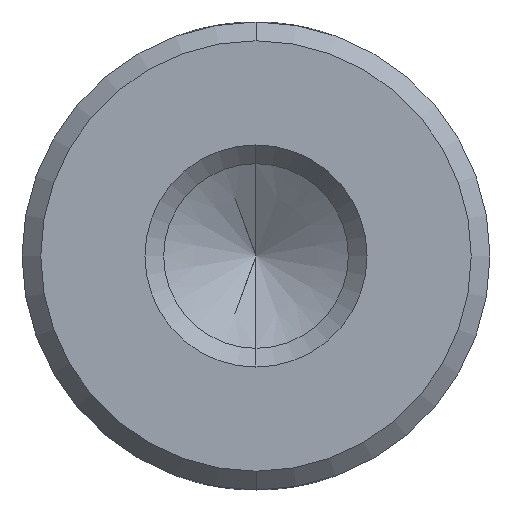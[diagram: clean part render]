
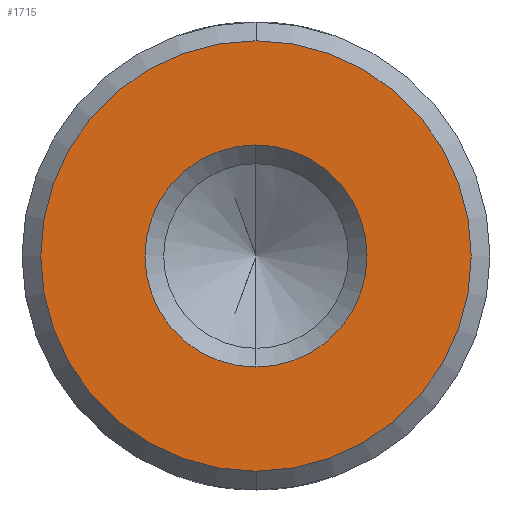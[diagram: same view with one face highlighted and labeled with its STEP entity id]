
A CAD part, front view. The second image highlights one B-rep face of the part: STEP entity #1715.
In plain terms, the highlighted planar face has unit normal (0, -1, 0).
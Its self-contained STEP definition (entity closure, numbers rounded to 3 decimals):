
#7 = CARTESIAN_POINT ( 'NONE',  ( 0., 0., 0. ) ) ;
#36 = VERTEX_POINT ( 'NONE', #272 ) ;
#272 = CARTESIAN_POINT ( 'NONE',  ( 0., 0., 3.008 ) ) ;
#290 = EDGE_CURVE ( 'NONE', #932, #2430, #296, .T. ) ;
#296 = CIRCLE ( 'NONE', #1938, 5.829 ) ;
#364 = ORIENTED_EDGE ( 'NONE', *, *, #2310, .T. ) ;
#610 = FACE_OUTER_BOUND ( 'NONE', #2844, .T. ) ;
#777 = CIRCLE ( 'NONE', #1741, 3.008 ) ;
#781 = CARTESIAN_POINT ( 'NONE',  ( 0., 0., -5.829 ) ) ;
#919 = DIRECTION ( 'NONE',  ( 0., 1., 0. ) ) ;
#932 = VERTEX_POINT ( 'NONE', #781 ) ;
#945 = DIRECTION ( 'NONE',  ( 0., 1., 0. ) ) ;
#1016 = EDGE_LOOP ( 'NONE', ( #2933, #364 ) ) ;
#1057 = EDGE_CURVE ( 'NONE', #1532, #36, #777, .T. ) ;
#1074 = DIRECTION ( 'NONE',  ( 0., 0., 1. ) ) ;
#1287 = AXIS2_PLACEMENT_3D ( 'NONE', #2976, #1394, #3239 ) ;
#1345 = DIRECTION ( 'NONE',  ( 0., 1., 0. ) ) ;
#1394 = DIRECTION ( 'NONE',  ( 0., 1., 0. ) ) ;
#1475 = PLANE ( 'NONE',  #3277 ) ;
#1532 = VERTEX_POINT ( 'NONE', #2861 ) ;
#1715 = ADVANCED_FACE ( 'NONE', ( #3260, #610 ), #1475, .F. ) ;
#1714 = AXIS2_PLACEMENT_3D ( 'NONE', #2921, #1345, #3184 ) ;
#1741 = AXIS2_PLACEMENT_3D ( 'NONE', #2506, #919, #2773 ) ;
#1786 = ORIENTED_EDGE ( 'NONE', *, *, #2411, .F. ) ;
#1938 = AXIS2_PLACEMENT_3D ( 'NONE', #7, #2119, #1074 ) ;
#2119 = DIRECTION ( 'NONE',  ( 0., 1., 0. ) ) ;
#2310 = EDGE_CURVE ( 'NONE', #36, #1532, #2512, .T. ) ;
#2411 = EDGE_CURVE ( 'NONE', #2430, #932, #3014, .T. ) ;
#2430 = VERTEX_POINT ( 'NONE', #2707 ) ;
#2506 = CARTESIAN_POINT ( 'NONE',  ( 0., 0., 0. ) ) ;
#2512 = CIRCLE ( 'NONE', #1714, 3.008 ) ;
#2537 = CARTESIAN_POINT ( 'NONE',  ( 5.829, 0., 0. ) ) ;
#2552 = ORIENTED_EDGE ( 'NONE', *, *, #290, .F. ) ;
#2707 = CARTESIAN_POINT ( 'NONE',  ( 0., 0., 5.829 ) ) ;
#2773 = DIRECTION ( 'NONE',  ( 0., 0., 1. ) ) ;
#2801 = DIRECTION ( 'NONE',  ( 0., 0., 1. ) ) ;
#2844 = EDGE_LOOP ( 'NONE', ( #1786, #2552 ) ) ;
#2861 = CARTESIAN_POINT ( 'NONE',  ( 0., 0., -3.008 ) ) ;
#2921 = CARTESIAN_POINT ( 'NONE',  ( 0., 0., 0. ) ) ;
#2933 = ORIENTED_EDGE ( 'NONE', *, *, #1057, .T. ) ;
#2976 = CARTESIAN_POINT ( 'NONE',  ( 0., 0., 0. ) ) ;
#3014 = CIRCLE ( 'NONE', #1287, 5.829 ) ;
#3184 = DIRECTION ( 'NONE',  ( 0., 0., 1. ) ) ;
#3239 = DIRECTION ( 'NONE',  ( 0., 0., 1. ) ) ;
#3260 = FACE_BOUND ( 'NONE', #1016, .T. ) ;
#3277 = AXIS2_PLACEMENT_3D ( 'NONE', #2537, #945, #2801 ) ;
